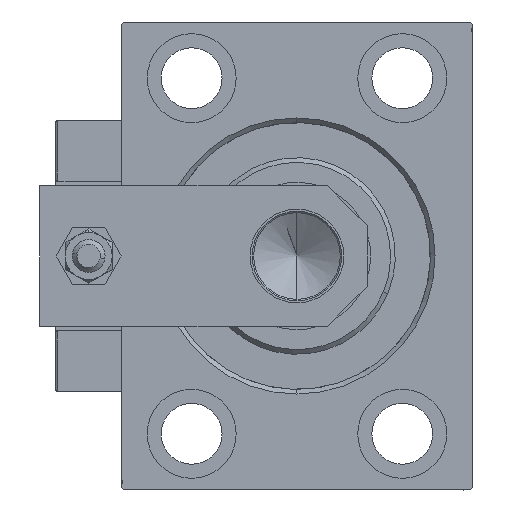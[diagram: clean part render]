
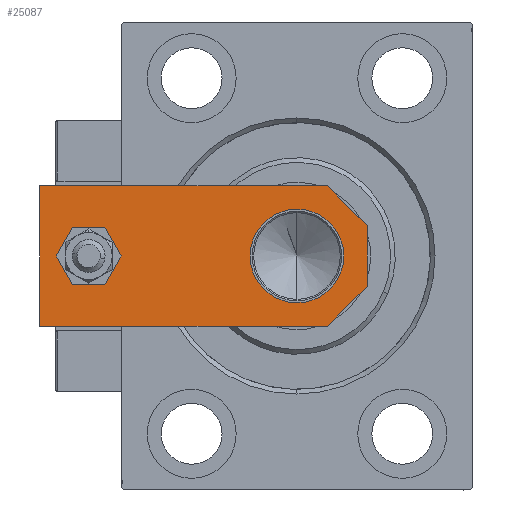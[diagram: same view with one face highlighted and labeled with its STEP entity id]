
A CAD part, left-side view. The second image highlights one B-rep face of the part: STEP entity #25087.
In plain terms, the highlighted face is planar.
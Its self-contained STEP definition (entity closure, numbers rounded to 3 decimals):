
#288 = DIRECTION ( 'NONE',  ( 1., 0., 0. ) ) ;
#2146 = VECTOR ( 'NONE', #50013, 1000. ) ;
#2332 = LINE ( 'NONE', #26363, #29904 ) ;
#2344 = EDGE_LOOP ( 'NONE', ( #9939, #15781 ) ) ;
#2527 = AXIS2_PLACEMENT_3D ( 'NONE', #3691, #46322, #3932 ) ;
#3691 = CARTESIAN_POINT ( 'NONE',  ( 0., 59.5, 8. ) ) ;
#3932 = DIRECTION ( 'NONE',  ( 1., 0., 0. ) ) ;
#3953 = VERTEX_POINT ( 'NONE', #17329 ) ;
#4559 = ORIENTED_EDGE ( 'NONE', *, *, #23247, .F. ) ;
#5513 = DIRECTION ( 'NONE',  ( 0., 0., 1. ) ) ;
#5839 = ORIENTED_EDGE ( 'NONE', *, *, #49570, .T. ) ;
#7055 = LINE ( 'NONE', #35183, #36655 ) ;
#7558 = CIRCLE ( 'NONE', #50414, 10. ) ;
#9506 = DIRECTION ( 'NONE',  ( 1., 0., 0. ) ) ;
#9562 = EDGE_CURVE ( 'NONE', #40002, #36094, #38265, .T. ) ;
#9939 = ORIENTED_EDGE ( 'NONE', *, *, #9562, .F. ) ;
#10924 = DIRECTION ( 'NONE',  ( 1., 0., 0. ) ) ;
#11743 = EDGE_CURVE ( 'NONE', #37683, #23801, #12625, .T. ) ;
#12625 = CIRCLE ( 'NONE', #34090, 10. ) ;
#13379 = DIRECTION ( 'NONE',  ( 0., 0., 1. ) ) ;
#14690 = CARTESIAN_POINT ( 'NONE',  ( 10., 15., 8. ) ) ;
#15558 = DIRECTION ( 'NONE',  ( 0., 0., 1. ) ) ;
#15781 = ORIENTED_EDGE ( 'NONE', *, *, #20859, .F. ) ;
#16646 = CARTESIAN_POINT ( 'NONE',  ( 0., 15., 8. ) ) ;
#17299 = ORIENTED_EDGE ( 'NONE', *, *, #37084, .T. ) ;
#17304 = CARTESIAN_POINT ( 'NONE',  ( 4., 59.5, 8. ) ) ;
#17329 = CARTESIAN_POINT ( 'NONE',  ( -15., 8.5, 8. ) ) ;
#18539 = LINE ( 'NONE', #34259, #2146 ) ;
#18695 = LINE ( 'NONE', #33902, #35974 ) ;
#18746 = EDGE_LOOP ( 'NONE', ( #25063, #4559 ) ) ;
#18969 = DIRECTION ( 'NONE',  ( 0., 0., 1. ) ) ;
#19379 = CARTESIAN_POINT ( 'NONE',  ( -6.5, 0., 8. ) ) ;
#19508 = CARTESIAN_POINT ( 'NONE',  ( 15., 70., 8. ) ) ;
#19921 = DIRECTION ( 'NONE',  ( 1., 0., 0. ) ) ;
#19935 = CARTESIAN_POINT ( 'NONE',  ( 15., 0., 8. ) ) ;
#20420 = CARTESIAN_POINT ( 'NONE',  ( 6.5, 0., 8. ) ) ;
#20859 = EDGE_CURVE ( 'NONE', #36094, #40002, #39598, .T. ) ;
#20875 = PLANE ( 'NONE',  #29086 ) ;
#22928 = VERTEX_POINT ( 'NONE', #23356 ) ;
#23247 = EDGE_CURVE ( 'NONE', #23801, #37683, #7558, .T. ) ;
#23356 = CARTESIAN_POINT ( 'NONE',  ( 15., 70., 8. ) ) ;
#23640 = VERTEX_POINT ( 'NONE', #44115 ) ;
#23801 = VERTEX_POINT ( 'NONE', #14690 ) ;
#25063 = ORIENTED_EDGE ( 'NONE', *, *, #11743, .F. ) ;
#25087 = ADVANCED_FACE ( 'NONE', ( #36864, #44373, #29663 ), #20875, .T. ) ;
#25860 = EDGE_CURVE ( 'NONE', #23640, #3953, #2332, .T. ) ;
#26363 = CARTESIAN_POINT ( 'NONE',  ( -15., 70., 8. ) ) ;
#27248 = EDGE_LOOP ( 'NONE', ( #34399, #17299, #41270, #49238, #5839, #49381 ) ) ;
#27443 = DIRECTION ( 'NONE',  ( 0.707, 0.707, 0. ) ) ;
#27793 = VERTEX_POINT ( 'NONE', #19379 ) ;
#29086 = AXIS2_PLACEMENT_3D ( 'NONE', #32748, #13379, #9506 ) ;
#29663 = FACE_BOUND ( 'NONE', #18746, .T. ) ;
#29904 = VECTOR ( 'NONE', #33593, 1000. ) ;
#31121 = DIRECTION ( 'NONE',  ( -1., 0., 0. ) ) ;
#32748 = CARTESIAN_POINT ( 'NONE',  ( 0., 0., 8. ) ) ;
#33296 = CARTESIAN_POINT ( 'NONE',  ( -10., 15., 8. ) ) ;
#33319 = AXIS2_PLACEMENT_3D ( 'NONE', #42956, #18969, #288 ) ;
#33593 = DIRECTION ( 'NONE',  ( 0., -1., 0. ) ) ;
#33693 = VERTEX_POINT ( 'NONE', #20420 ) ;
#33902 = CARTESIAN_POINT ( 'NONE',  ( -15., 0., 8. ) ) ;
#34090 = AXIS2_PLACEMENT_3D ( 'NONE', #16646, #5513, #48642 ) ;
#34259 = CARTESIAN_POINT ( 'NONE',  ( -3.25, -3.25, 8. ) ) ;
#34399 = ORIENTED_EDGE ( 'NONE', *, *, #25860, .T. ) ;
#35183 = CARTESIAN_POINT ( 'NONE',  ( 3.25, -3.25, 8. ) ) ;
#35660 = DIRECTION ( 'NONE',  ( 0., 1., 0. ) ) ;
#35974 = VECTOR ( 'NONE', #10924, 1000. ) ;
#36094 = VERTEX_POINT ( 'NONE', #17304 ) ;
#36655 = VECTOR ( 'NONE', #27443, 1000. ) ;
#36864 = FACE_BOUND ( 'NONE', #2344, .T. ) ;
#37084 = EDGE_CURVE ( 'NONE', #3953, #27793, #18539, .T. ) ;
#37683 = VERTEX_POINT ( 'NONE', #33296 ) ;
#38263 = VECTOR ( 'NONE', #31121, 1000. ) ;
#38265 = CIRCLE ( 'NONE', #33319, 4. ) ;
#38963 = EDGE_CURVE ( 'NONE', #27793, #33693, #18695, .T. ) ;
#39598 = CIRCLE ( 'NONE', #2527, 4. ) ;
#40002 = VERTEX_POINT ( 'NONE', #41217 ) ;
#41217 = CARTESIAN_POINT ( 'NONE',  ( -4., 59.5, 8. ) ) ;
#41270 = ORIENTED_EDGE ( 'NONE', *, *, #38963, .T. ) ;
#41631 = VECTOR ( 'NONE', #35660, 1000. ) ;
#42956 = CARTESIAN_POINT ( 'NONE',  ( 0., 59.5, 8. ) ) ;
#43173 = CARTESIAN_POINT ( 'NONE',  ( 0., 15., 8. ) ) ;
#44115 = CARTESIAN_POINT ( 'NONE',  ( -15., 70., 8. ) ) ;
#44373 = FACE_OUTER_BOUND ( 'NONE', #27248, .T. ) ;
#46322 = DIRECTION ( 'NONE',  ( 0., 0., 1. ) ) ;
#46436 = VERTEX_POINT ( 'NONE', #48704 ) ;
#46554 = LINE ( 'NONE', #19935, #41631 ) ;
#47096 = LINE ( 'NONE', #19508, #38263 ) ;
#48350 = EDGE_CURVE ( 'NONE', #22928, #23640, #47096, .T. ) ;
#48642 = DIRECTION ( 'NONE',  ( 1., 0., 0. ) ) ;
#48704 = CARTESIAN_POINT ( 'NONE',  ( 15., 8.5, 8. ) ) ;
#49238 = ORIENTED_EDGE ( 'NONE', *, *, #49454, .T. ) ;
#49381 = ORIENTED_EDGE ( 'NONE', *, *, #48350, .T. ) ;
#49454 = EDGE_CURVE ( 'NONE', #33693, #46436, #7055, .T. ) ;
#49570 = EDGE_CURVE ( 'NONE', #46436, #22928, #46554, .T. ) ;
#50013 = DIRECTION ( 'NONE',  ( 0.707, -0.707, 0. ) ) ;
#50414 = AXIS2_PLACEMENT_3D ( 'NONE', #43173, #15558, #19921 ) ;
